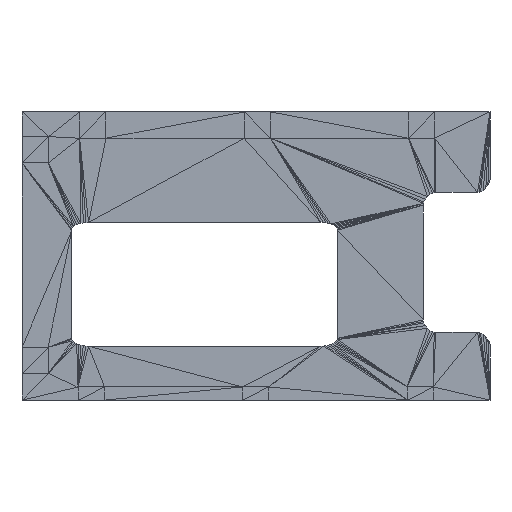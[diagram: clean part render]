
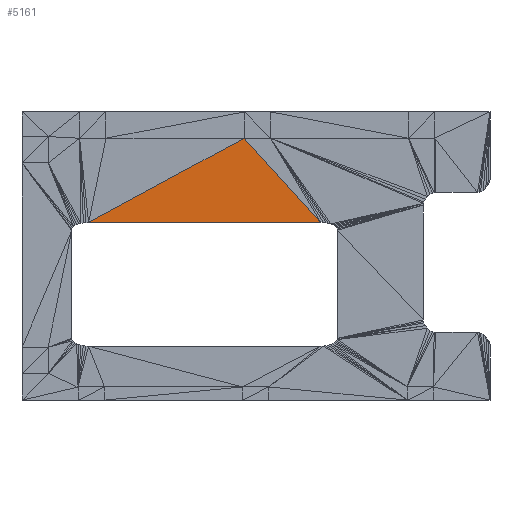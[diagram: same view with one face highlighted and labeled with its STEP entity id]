
A CAD part, front view. The second image highlights one B-rep face of the part: STEP entity #5161.
In plain terms, the highlighted planar face has unit normal (0, -1, 0).
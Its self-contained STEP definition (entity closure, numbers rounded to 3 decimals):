
#35=FACE_OUTER_BOUND('',#501,.T.);
#501=EDGE_LOOP('',(#3337,#3338,#3339));
#996=LINE('',#7827,#1695);
#998=LINE('',#7831,#1697);
#999=LINE('',#7832,#1698);
#1695=VECTOR('',#6178,10.);
#1697=VECTOR('',#6182,10.);
#1698=VECTOR('',#6183,10.);
#2375=VERTEX_POINT('',#7809);
#2381=VERTEX_POINT('',#7826);
#2382=VERTEX_POINT('',#7830);
#2627=EDGE_CURVE('',#2375,#2381,#996,.T.);
#2629=EDGE_CURVE('',#2375,#2382,#998,.T.);
#2630=EDGE_CURVE('',#2381,#2382,#999,.T.);
#3337=ORIENTED_EDGE('',*,*,#2629,.T.);
#3338=ORIENTED_EDGE('',*,*,#2630,.F.);
#3339=ORIENTED_EDGE('',*,*,#2627,.F.);
#4695=PLANE('',#5641);
#5161=ADVANCED_FACE('',(#35),#4695,.T.);
#5641=AXIS2_PLACEMENT_3D('',#7829,#6180,#6181);
#6178=DIRECTION('',(0.879,0.,0.476));
#6180=DIRECTION('center_axis',(0.,-1.,0.));
#6181=DIRECTION('ref_axis',(0.,0.,-1.));
#6182=DIRECTION('',(1.,0.,0.));
#6183=DIRECTION('',(0.673,0.,-0.74));
#7809=CARTESIAN_POINT('',(-63.617,-119.752,17.753));
#7826=CARTESIAN_POINT('',(-4.5,-119.752,49.749));
#7827=CARTESIAN_POINT('',(-63.617,-119.752,17.753));
#7829=CARTESIAN_POINT('Origin',(-4.5,-119.752,49.749));
#7830=CARTESIAN_POINT('',(24.617,-119.752,17.753));
#7831=CARTESIAN_POINT('',(-63.617,-119.752,17.753));
#7832=CARTESIAN_POINT('',(-4.5,-119.752,49.749));
